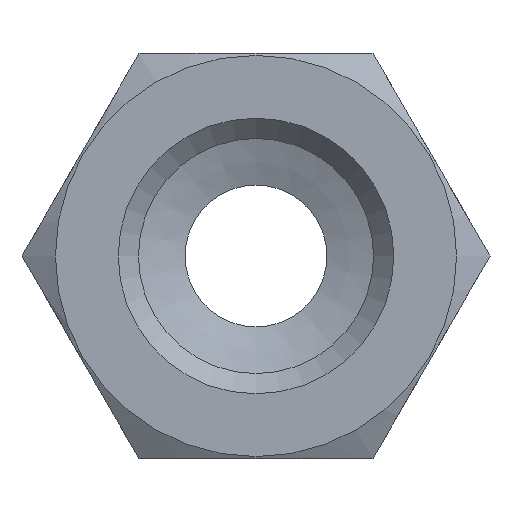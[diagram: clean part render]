
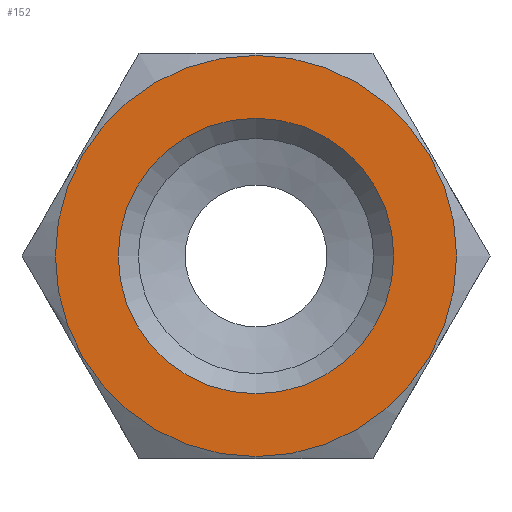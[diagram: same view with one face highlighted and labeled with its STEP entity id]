
A CAD part, front view. The second image highlights one B-rep face of the part: STEP entity #152.
In plain terms, the highlighted planar face has unit normal (0, -1, 0).
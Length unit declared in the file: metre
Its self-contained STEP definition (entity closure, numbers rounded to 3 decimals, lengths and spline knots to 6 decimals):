
#152 = ADVANCED_FACE( 'NONE', ( #329, #330 ), #331, .T. );
#329 = FACE_OUTER_BOUND( '', #500, .T. );
#330 = FACE_BOUND( '', #501, .T. );
#331 = PLANE( '', #502 );
#500 = EDGE_LOOP( '', ( #821 ) );
#501 = EDGE_LOOP( '', ( #822 ) );
#502 = AXIS2_PLACEMENT_3D( '', #823, #824, #825 );
#821 = ORIENTED_EDGE( '', *, *, #875, .T. );
#822 = ORIENTED_EDGE( '', *, *, #920, .F. );
#823 = CARTESIAN_POINT( '', ( 0., 0., 0. ) );
#824 = DIRECTION( '', ( 0., -1., 0. ) );
#825 = DIRECTION( '', ( 0., 0., -1. ) );
#875 = EDGE_CURVE( 'NONE', #1022, #1022, #1023, .T. );
#920 = EDGE_CURVE( 'NONE', #1092, #1092, #1093, .T. );
#1022 = VERTEX_POINT( '', #1297 );
#1023 = CIRCLE( '', #1298, 0.0099 );
#1092 = VERTEX_POINT( '', #1442 );
#1093 = CIRCLE( '', #1443, 0.0068 );
#1297 = CARTESIAN_POINT( '', ( 0., 0., -0.0099 ) );
#1298 = AXIS2_PLACEMENT_3D( '', #1554, #1555, #1556 );
#1442 = CARTESIAN_POINT( '', ( 0., 0., -0.0068 ) );
#1443 = AXIS2_PLACEMENT_3D( '', #1599, #1600, #1601 );
#1554 = CARTESIAN_POINT( '', ( 0., 0., 0. ) );
#1555 = DIRECTION( '', ( 0., -1., 0. ) );
#1556 = DIRECTION( '', ( 0., 0., -1. ) );
#1599 = CARTESIAN_POINT( '', ( 0., 0., 0. ) );
#1600 = DIRECTION( '', ( 0., -1., 0. ) );
#1601 = DIRECTION( '', ( 0., 0., -1. ) );
